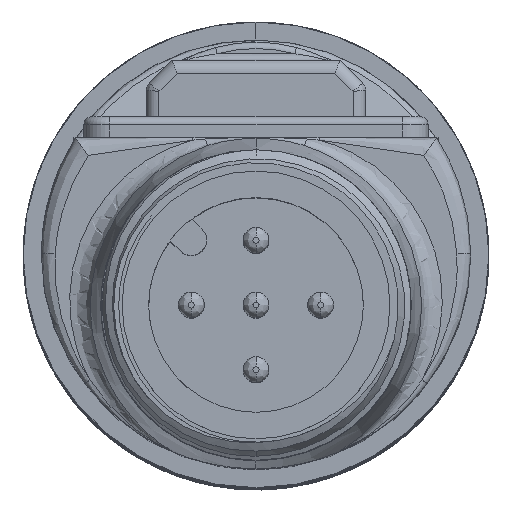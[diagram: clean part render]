
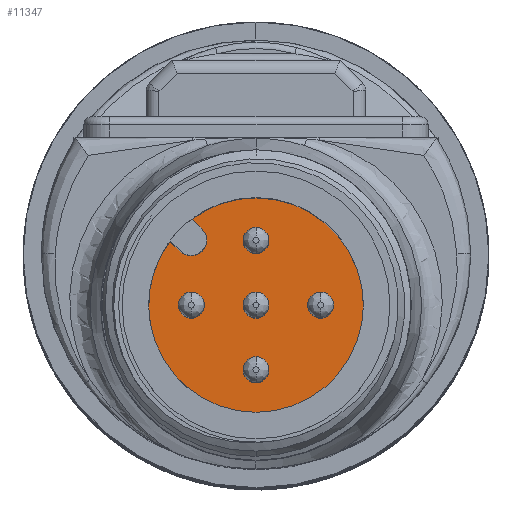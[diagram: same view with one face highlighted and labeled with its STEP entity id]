
A CAD part, top view. The second image highlights one B-rep face of the part: STEP entity #11347.
In plain terms, the highlighted face is planar.
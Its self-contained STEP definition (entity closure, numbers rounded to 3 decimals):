
#9871=CARTESIAN_POINT('',(-5.25,0.,0.));
#9872=DIRECTION('',(-1.,0.,0.));
#9873=DIRECTION('',(0.,0.,-1.));
#9874=AXIS2_PLACEMENT_3D('',#9871,#9872,#9873);
#9876=CARTESIAN_POINT('',(-5.25,0.,0.));
#9877=DIRECTION('',(1.,0.,0.));
#9878=DIRECTION('',(0.,0.,-1.));
#9879=AXIS2_PLACEMENT_3D('',#9876,#9877,#9878);
#9889=CARTESIAN_POINT('',(-5.25,0.,0.));
#9890=DIRECTION('',(1.,0.,0.));
#9891=DIRECTION('',(0.,0.597,0.802));
#9892=AXIS2_PLACEMENT_3D('',#9889,#9890,#9891);
#9894=CARTESIAN_POINT('',(-5.25,0.,2.5));
#9895=DIRECTION('',(-1.,0.,0.));
#9896=DIRECTION('',(0.,0.,1.));
#9897=AXIS2_PLACEMENT_3D('',#9894,#9895,#9896);
#9899=CARTESIAN_POINT('',(-5.25,0.,2.5));
#9900=DIRECTION('',(-1.,0.,0.));
#9901=DIRECTION('',(0.,0.,-1.));
#9902=AXIS2_PLACEMENT_3D('',#9899,#9900,#9901);
#9904=CARTESIAN_POINT('',(-5.25,-2.5,0.));
#9905=DIRECTION('',(-1.,0.,0.));
#9906=DIRECTION('',(0.,0.,1.));
#9907=AXIS2_PLACEMENT_3D('',#9904,#9905,#9906);
#9909=CARTESIAN_POINT('',(-5.25,-2.5,0.));
#9910=DIRECTION('',(-1.,0.,0.));
#9911=DIRECTION('',(0.,0.,-1.));
#9912=AXIS2_PLACEMENT_3D('',#9909,#9910,#9911);
#9914=CARTESIAN_POINT('',(-5.25,0.,-2.5));
#9915=DIRECTION('',(-1.,0.,0.));
#9916=DIRECTION('',(0.,0.,1.));
#9917=AXIS2_PLACEMENT_3D('',#9914,#9915,#9916);
#9919=CARTESIAN_POINT('',(-5.25,0.,-2.5));
#9920=DIRECTION('',(-1.,0.,0.));
#9921=DIRECTION('',(0.,0.,-1.));
#9922=AXIS2_PLACEMENT_3D('',#9919,#9920,#9921);
#9924=CARTESIAN_POINT('',(-5.25,2.5,0.));
#9925=DIRECTION('',(-1.,0.,0.));
#9926=DIRECTION('',(0.,0.,1.));
#9927=AXIS2_PLACEMENT_3D('',#9924,#9925,#9926);
#9929=CARTESIAN_POINT('',(-5.25,2.5,0.));
#9930=DIRECTION('',(-1.,0.,0.));
#9931=DIRECTION('',(0.,0.,-1.));
#9932=AXIS2_PLACEMENT_3D('',#9929,#9930,#9931);
#9934=CARTESIAN_POINT('',(-5.25,0.,0.));
#9935=DIRECTION('',(-1.,0.,0.));
#9936=DIRECTION('',(0.,0.,1.));
#9937=AXIS2_PLACEMENT_3D('',#9934,#9935,#9936);
#9939=CARTESIAN_POINT('',(-5.25,0.,0.));
#9940=DIRECTION('',(-1.,0.,0.));
#9941=DIRECTION('',(0.,0.,-1.));
#9942=AXIS2_PLACEMENT_3D('',#9939,#9940,#9941);
#9944=DIRECTION('',(0.,-0.707,-0.707));
#9945=VECTOR('',#9944,0.556);
#9946=CARTESIAN_POINT('',(-5.25,3.328,2.479));
#9947=LINE('',#9946,#9945);
#9948=DIRECTION('',(0.,0.707,0.707));
#9949=VECTOR('',#9948,0.556);
#9950=CARTESIAN_POINT('',(-5.25,2.086,2.934));
#9951=LINE('',#9950,#9949);
#10150=CARTESIAN_POINT('',(-5.25,2.51,2.51));
#10151=DIRECTION('',(1.,0.,0.));
#10152=DIRECTION('',(0.,-0.707,0.707));
#10153=AXIS2_PLACEMENT_3D('',#10150,#10151,#10152);
#10185=CARTESIAN_POINT('',(-5.25,0.,-4.15));
#10187=VERTEX_POINT('',#10185);
#10201=CARTESIAN_POINT('',(-5.25,0.,4.15));
#10203=VERTEX_POINT('',#10201);
#10213=CARTESIAN_POINT('',(-5.25,0.,3.));
#10214=CARTESIAN_POINT('',(-5.25,0.,2.));
#10215=VERTEX_POINT('',#10213);
#10216=VERTEX_POINT('',#10214);
#10217=CARTESIAN_POINT('',(-5.25,-2.5,0.5));
#10218=CARTESIAN_POINT('',(-5.25,-2.5,-0.5));
#10219=VERTEX_POINT('',#10217);
#10220=VERTEX_POINT('',#10218);
#10221=CARTESIAN_POINT('',(-5.25,0.,-2.));
#10222=CARTESIAN_POINT('',(-5.25,0.,-3.));
#10223=VERTEX_POINT('',#10221);
#10224=VERTEX_POINT('',#10222);
#10225=CARTESIAN_POINT('',(-5.25,2.5,0.5));
#10226=CARTESIAN_POINT('',(-5.25,2.5,-0.5));
#10227=VERTEX_POINT('',#10225);
#10228=VERTEX_POINT('',#10226);
#10245=CARTESIAN_POINT('',(-5.25,3.328,2.479));
#10246=VERTEX_POINT('',#10245);
#10247=CARTESIAN_POINT('',(-5.25,2.479,3.328));
#10248=VERTEX_POINT('',#10247);
#10293=CARTESIAN_POINT('',(-5.25,0.,0.5));
#10294=CARTESIAN_POINT('',(-5.25,0.,-0.5));
#10295=VERTEX_POINT('',#10293);
#10296=VERTEX_POINT('',#10294);
#10398=CARTESIAN_POINT('',(-5.25,2.934,2.086));
#10400=VERTEX_POINT('',#10398);
#10403=CARTESIAN_POINT('',(-5.25,2.086,2.934));
#10404=VERTEX_POINT('',#10403);
#11301=CARTESIAN_POINT('',(-5.25,0.,0.));
#11302=DIRECTION('',(-1.,0.,0.));
#11303=DIRECTION('',(0.,0.,1.));
#11304=AXIS2_PLACEMENT_3D('',#11301,#11302,#11303);
#11305=PLANE('',#11304);
#11307=ORIENTED_EDGE('',*,*,#11306,.T.);
#11309=ORIENTED_EDGE('',*,*,#11308,.F.);
#11311=ORIENTED_EDGE('',*,*,#11310,.T.);
#11312=ORIENTED_EDGE('',*,*,#11290,.T.);
#11313=ORIENTED_EDGE('',*,*,#11272,.F.);
#11314=ORIENTED_EDGE('',*,*,#11285,.T.);
#11315=EDGE_LOOP('',(#11307,#11309,#11311,#11312,#11313,#11314));
#11316=FACE_OUTER_BOUND('',#11315,.F.);
#11318=ORIENTED_EDGE('',*,*,#11317,.T.);
#11320=ORIENTED_EDGE('',*,*,#11319,.T.);
#11321=EDGE_LOOP('',(#11318,#11320));
#11322=FACE_BOUND('',#11321,.F.);
#11324=ORIENTED_EDGE('',*,*,#11323,.T.);
#11326=ORIENTED_EDGE('',*,*,#11325,.T.);
#11327=EDGE_LOOP('',(#11324,#11326));
#11328=FACE_BOUND('',#11327,.F.);
#11330=ORIENTED_EDGE('',*,*,#11329,.T.);
#11332=ORIENTED_EDGE('',*,*,#11331,.T.);
#11333=EDGE_LOOP('',(#11330,#11332));
#11334=FACE_BOUND('',#11333,.F.);
#11336=ORIENTED_EDGE('',*,*,#11335,.T.);
#11338=ORIENTED_EDGE('',*,*,#11337,.T.);
#11339=EDGE_LOOP('',(#11336,#11338));
#11340=FACE_BOUND('',#11339,.F.);
#11342=ORIENTED_EDGE('',*,*,#11341,.T.);
#11344=ORIENTED_EDGE('',*,*,#11343,.T.);
#11345=EDGE_LOOP('',(#11342,#11344));
#11346=FACE_BOUND('',#11345,.F.);
#11347=ADVANCED_FACE('',(#11316,#11322,#11328,#11334,#11340,#11346),#11305,.T.);
#9875=CIRCLE('',#9874,4.15);
#9880=CIRCLE('',#9879,4.15);
#9893=CIRCLE('',#9892,4.15);
#9898=CIRCLE('',#9897,0.5);
#9903=CIRCLE('',#9902,0.5);
#9908=CIRCLE('',#9907,0.5);
#9913=CIRCLE('',#9912,0.5);
#9918=CIRCLE('',#9917,0.5);
#9923=CIRCLE('',#9922,0.5);
#9928=CIRCLE('',#9927,0.5);
#9933=CIRCLE('',#9932,0.5);
#9938=CIRCLE('',#9937,0.5);
#9943=CIRCLE('',#9942,0.5);
#10154=CIRCLE('',#10153,0.6);
#11272=EDGE_CURVE('',#10187,#10203,#9875,.T.);
#11285=EDGE_CURVE('',#10187,#10246,#9880,.T.);
#11290=EDGE_CURVE('',#10248,#10203,#9893,.T.);
#11306=EDGE_CURVE('',#10246,#10400,#9947,.T.);
#11308=EDGE_CURVE('',#10404,#10400,#10154,.T.);
#11310=EDGE_CURVE('',#10404,#10248,#9951,.T.);
#11317=EDGE_CURVE('',#10219,#10220,#9908,.T.);
#11319=EDGE_CURVE('',#10220,#10219,#9913,.T.);
#11323=EDGE_CURVE('',#10223,#10224,#9918,.T.);
#11325=EDGE_CURVE('',#10224,#10223,#9923,.T.);
#11329=EDGE_CURVE('',#10227,#10228,#9928,.T.);
#11331=EDGE_CURVE('',#10228,#10227,#9933,.T.);
#11335=EDGE_CURVE('',#10295,#10296,#9938,.T.);
#11337=EDGE_CURVE('',#10296,#10295,#9943,.T.);
#11341=EDGE_CURVE('',#10215,#10216,#9898,.T.);
#11343=EDGE_CURVE('',#10216,#10215,#9903,.T.);
